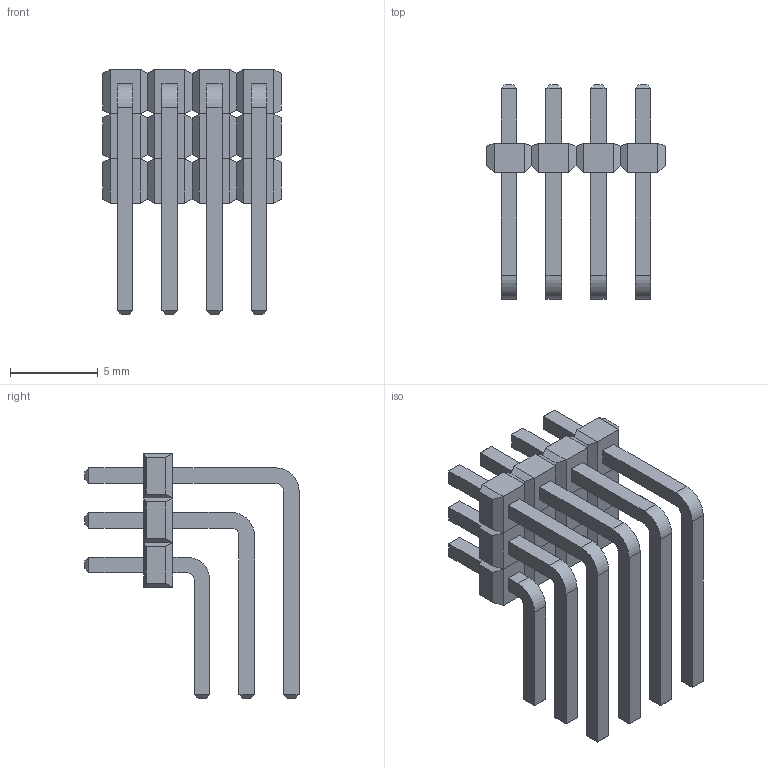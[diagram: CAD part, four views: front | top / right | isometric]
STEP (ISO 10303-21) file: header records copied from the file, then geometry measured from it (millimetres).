
FILE_DESCRIPTION(('STEP AP214'),'1');
FILE_NAME('TSW-104-08-T-T-RA_SAI','2024-06-12T01:29:03',(''),(''),'','','');
FILE_SCHEMA(('AUTOMOTIVE_DESIGN'));
Length unit declared in the file: millimetre
Products named in the file (1): product
Bounding box: 10.16 x 12.21 x 13.97 mm (x, y, z)
Volume: 281.5 mm3; surface area: 1039.3 mm2
Topology: 27 solids, 27 shells, 438 faces, 924 edges, 540 vertices
Faces by surface type: plane 414, cylinder 24
Entity records: 10866 total; most frequent: DIRECTION 1850, ORIENTED_EDGE 1848, CARTESIAN_POINT 1003, EDGE_CURVE 924, LINE 876, VECTOR 876, VERTEX_POINT 540, AXIS2_PLACEMENT_3D 487
